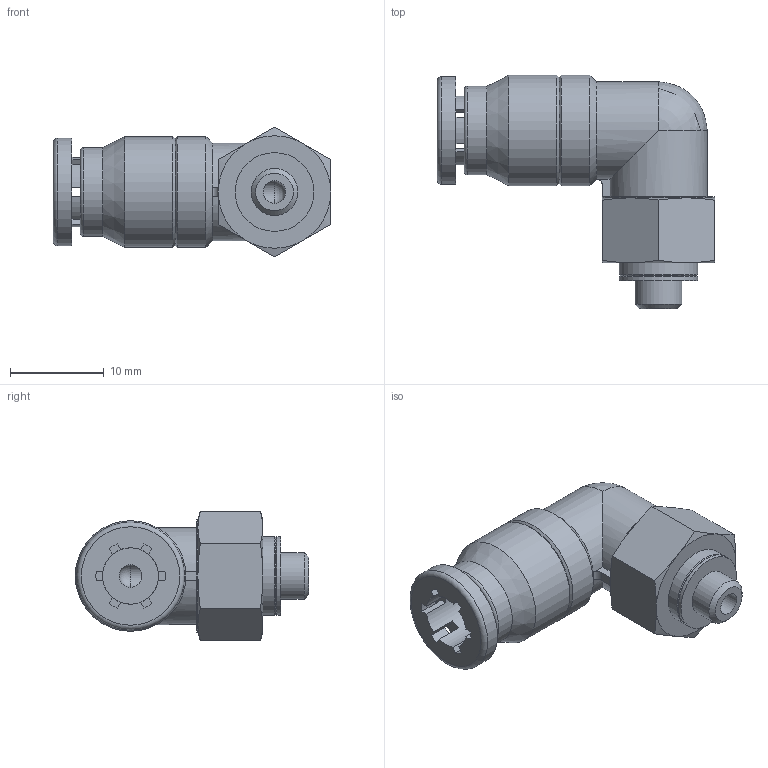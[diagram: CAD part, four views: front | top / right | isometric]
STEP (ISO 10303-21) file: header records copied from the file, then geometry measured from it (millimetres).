
FILE_DESCRIPTION(/* description */ ('STEP AP214'),/* implementation_level */ '2;1');
FILE_NAME(/* name */ '162871_CRQSL-M5-6',/* time_stamp */ '2024-08-09T14:17:41+02:00',/* author */ ('License CC BY-ND 4.0'),/* organization */ ('CADENAS'),/* preprocessor_version */ 'ST-DEVELOPER v19.3',/* originating_system */ 'PARTsolutions',/* authorisation */ ' ');
FILE_SCHEMA (('AUTOMOTIVE_DESIGN {1 0 10303 214 3 1 1}'));
Length unit declared in the file: millimetre
Products named in the file (1): 162871 CRQSL-M5-6
Bounding box: 29.6 x 24.9 x 13.86 mm (x, y, z)
Volume: 3118.7 mm3; surface area: 2309.7 mm2
Topology: 1 solids, 1 shells, 81 faces, 217 edges, 128 vertices
Faces by surface type: plane 32, cylinder 26, cone 19, torus 2, sphere 2
Full cylindrical faces by diameter (mm): 2.4 x2, 5 x1, 6 x1, 8.4 x2, 9.44 x1, 11.5 x1, 11.8 x2, 12 x1
Entity records: 2997 total; most frequent: CARTESIAN_POINT 470, DIRECTION 416, ORIENTED_EDGE 382, EDGE_CURVE 191, AXIS2_PLACEMENT_3D 167, VERTEX_POINT 125, EDGE_LOOP 108, FACE_BOUND 108
